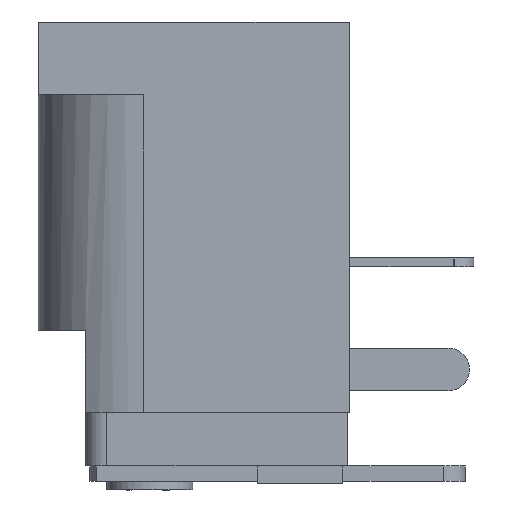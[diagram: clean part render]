
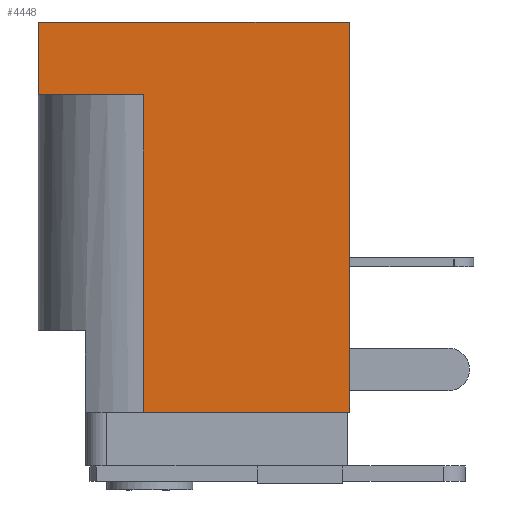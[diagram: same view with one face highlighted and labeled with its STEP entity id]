
A CAD part, left-side view. The second image highlights one B-rep face of the part: STEP entity #4448.
In plain terms, the highlighted planar face has unit normal (-1, 0, 0).
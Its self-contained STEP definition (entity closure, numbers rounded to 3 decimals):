
#246 = ORIENTED_EDGE ( 'NONE', *, *, #1155, .F. ) ;
#505 = DIRECTION ( 'NONE',  ( 0., 0., 1. ) ) ;
#611 = EDGE_CURVE ( 'NONE', #2870, #4725, #5699, .T. ) ;
#646 = DIRECTION ( 'NONE',  ( 0., 1., 0. ) ) ;
#975 = FACE_OUTER_BOUND ( 'NONE', #2364, .T. ) ;
#1105 = VECTOR ( 'NONE', #6599, 1000. ) ;
#1155 = EDGE_CURVE ( 'NONE', #2870, #7368, #6843, .T. ) ;
#1182 = VERTEX_POINT ( 'NONE', #1308 ) ;
#1264 = LINE ( 'NONE', #1888, #1636 ) ;
#1308 = CARTESIAN_POINT ( 'NONE',  ( -2.45, 0., 9.1 ) ) ;
#1399 = ORIENTED_EDGE ( 'NONE', *, *, #4320, .T. ) ;
#1513 = PLANE ( 'NONE',  #2908 ) ;
#1606 = CARTESIAN_POINT ( 'NONE',  ( -2.45, 4.8, 0. ) ) ;
#1636 = VECTOR ( 'NONE', #646, 1000. ) ;
#1888 = CARTESIAN_POINT ( 'NONE',  ( -2.45, 4.8, 9.1 ) ) ;
#2190 = CARTESIAN_POINT ( 'NONE',  ( -2.45, 4.8, 0. ) ) ;
#2264 = ORIENTED_EDGE ( 'NONE', *, *, #611, .T. ) ;
#2299 = CARTESIAN_POINT ( 'NONE',  ( -2.45, 4.8, 7.4 ) ) ;
#2364 = EDGE_LOOP ( 'NONE', ( #2264, #3560, #5815, #5976, #1399, #246 ) ) ;
#2471 = DIRECTION ( 'NONE',  ( 0., -1., 0. ) ) ;
#2752 = DIRECTION ( 'NONE',  ( -1., 0., 0. ) ) ;
#2870 = VERTEX_POINT ( 'NONE', #6020 ) ;
#2908 = AXIS2_PLACEMENT_3D ( 'NONE', #2190, #2752, #4080 ) ;
#3560 = ORIENTED_EDGE ( 'NONE', *, *, #6840, .T. ) ;
#3607 = VECTOR ( 'NONE', #2471, 1000. ) ;
#3804 = CARTESIAN_POINT ( 'NONE',  ( -2.45, 4.8, 0. ) ) ;
#4080 = DIRECTION ( 'NONE',  ( 0., 0., 1. ) ) ;
#4141 = VECTOR ( 'NONE', #5654, 1000. ) ;
#4320 = EDGE_CURVE ( 'NONE', #1182, #7368, #1264, .T. ) ;
#4448 = ADVANCED_FACE ( 'NONE', ( #975 ), #1513, .T. ) ;
#4655 = VERTEX_POINT ( 'NONE', #4761 ) ;
#4657 = LINE ( 'NONE', #4837, #6113 ) ;
#4725 = VERTEX_POINT ( 'NONE', #2299 ) ;
#4761 = CARTESIAN_POINT ( 'NONE',  ( -2.45, 0., 0. ) ) ;
#4837 = CARTESIAN_POINT ( 'NONE',  ( -2.45, 0., 0. ) ) ;
#5050 = DIRECTION ( 'NONE',  ( 0., 0., 1. ) ) ;
#5094 = EDGE_CURVE ( 'NONE', #4655, #1182, #4657, .T. ) ;
#5280 = LINE ( 'NONE', #3804, #3607 ) ;
#5654 = DIRECTION ( 'NONE',  ( 0., -1., 0. ) ) ;
#5674 = CARTESIAN_POINT ( 'NONE',  ( -2.45, 4.8, 7.4 ) ) ;
#5699 = LINE ( 'NONE', #5674, #4141 ) ;
#5815 = ORIENTED_EDGE ( 'NONE', *, *, #6544, .T. ) ;
#5882 = CARTESIAN_POINT ( 'NONE',  ( -2.45, 4.8, 0. ) ) ;
#5976 = ORIENTED_EDGE ( 'NONE', *, *, #5094, .T. ) ;
#6020 = CARTESIAN_POINT ( 'NONE',  ( -2.45, 7.25, 7.4 ) ) ;
#6113 = VECTOR ( 'NONE', #505, 1000. ) ;
#6351 = CARTESIAN_POINT ( 'NONE',  ( -2.45, 7.25, 7.4 ) ) ;
#6544 = EDGE_CURVE ( 'NONE', #7643, #4655, #5280, .T. ) ;
#6599 = DIRECTION ( 'NONE',  ( 0., 0., -1. ) ) ;
#6840 = EDGE_CURVE ( 'NONE', #4725, #7643, #8001, .T. ) ;
#6843 = LINE ( 'NONE', #6351, #7627 ) ;
#7010 = CARTESIAN_POINT ( 'NONE',  ( -2.45, 7.25, 9.1 ) ) ;
#7368 = VERTEX_POINT ( 'NONE', #7010 ) ;
#7627 = VECTOR ( 'NONE', #5050, 1000. ) ;
#7643 = VERTEX_POINT ( 'NONE', #5882 ) ;
#8001 = LINE ( 'NONE', #1606, #1105 ) ;
